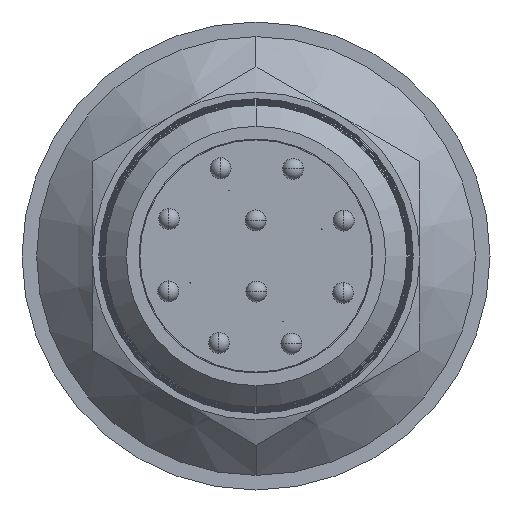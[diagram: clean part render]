
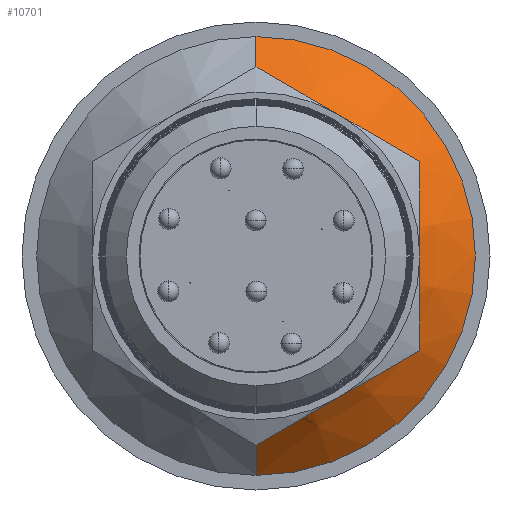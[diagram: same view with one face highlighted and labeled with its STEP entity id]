
A CAD part, front view. The second image highlights one B-rep face of the part: STEP entity #10701.
In plain terms, the highlighted conical face has half-angle 45 degrees and reference radius 14.883 mm.
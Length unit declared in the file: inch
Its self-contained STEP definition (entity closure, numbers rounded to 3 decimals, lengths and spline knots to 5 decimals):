
#4186 = AXIS2_PLACEMENT_3D ( 'NONE', #15448, #15446, #15444 ) ;
#4387 = AXIS2_PLACEMENT_3D ( 'NONE', #14380, #14381, #14382 ) ;
#4388 = AXIS2_PLACEMENT_3D ( 'NONE', #14384, #14385, #14386 ) ;
#7649 = ORIENTED_EDGE ( 'NONE', *, *, #12232, .T. ) ;
#7840 = ORIENTED_EDGE ( 'NONE', *, *, #12233, .F. ) ;
#7977 = ORIENTED_EDGE ( 'NONE', *, *, #12231, .T. ) ;
#8648 = ORIENTED_EDGE ( 'NONE', *, *, #12230, .T. ) ;
#10701 = ADVANCED_FACE ( 'NONE', ( #16964 ), #16957, .T. ) ;
#11082 = VERTEX_POINT ( 'NONE', #16144 ) ;
#11256 = VERTEX_POINT ( 'NONE', #16449 ) ;
#11260 = VERTEX_POINT ( 'NONE', #16454 ) ;
#11265 = VERTEX_POINT ( 'NONE', #16462 ) ;
#12230 = EDGE_CURVE ( 'NONE', #11256, #11082, #16434, .T. ) ;
#12231 = EDGE_CURVE ( 'NONE', #11082, #11260, #16428, .T. ) ;
#12232 = EDGE_CURVE ( 'NONE', #11260, #11265, #16424, .T. ) ;
#12233 = EDGE_CURVE ( 'NONE', #11256, #11265, #16414, .T. ) ;
#13832 = EDGE_LOOP ( 'NONE', ( #8648, #7977, #7649, #7840 ) ) ;
#14367 = DIRECTION ( 'NONE',  ( 0., 0.707, -0.707 ) ) ;
#14371 = CARTESIAN_POINT ( 'NONE',  ( 0.07344, -0.96665, 0.58593 ) ) ;
#14378 = DIRECTION ( 'NONE',  ( 0., 0.707, 0.707 ) ) ;
#14379 = CARTESIAN_POINT ( 'NONE',  ( 0.07344, -0.96665, -0.58593 ) ) ;
#14380 = CARTESIAN_POINT ( 'NONE',  ( 0.07344, -1.17029, 0. ) ) ;
#14381 = DIRECTION ( 'NONE',  ( 0., 1., 0. ) ) ;
#14382 = DIRECTION ( 'NONE',  ( 0., 0., 1. ) ) ;
#14384 = CARTESIAN_POINT ( 'NONE',  ( 0.07344, -0.96665, 0. ) ) ;
#14385 = DIRECTION ( 'NONE',  ( 0., -1., 0. ) ) ;
#14386 = DIRECTION ( 'NONE',  ( 0., 0., 1. ) ) ;
#15444 = DIRECTION ( 'NONE',  ( 0., 0., 1. ) ) ;
#15446 = DIRECTION ( 'NONE',  ( 0., 1., 0. ) ) ;
#15448 = CARTESIAN_POINT ( 'NONE',  ( 0.07344, -0.96665, 0. ) ) ;
#16144 = CARTESIAN_POINT ( 'NONE',  ( 0.07344, -1.17029, -0.38229 ) ) ;
#16409 = VECTOR ( 'NONE', #14378, 39.37008 ) ;
#16414 = LINE ( 'NONE', #14371, #16409 ) ;
#16417 = VECTOR ( 'NONE', #14367, 39.37008 ) ;
#16424 = CIRCLE ( 'NONE', #4388, 0.58593 ) ;
#16428 = LINE ( 'NONE', #14379, #16417 ) ;
#16434 = CIRCLE ( 'NONE', #4387, 0.38229 ) ;
#16449 = CARTESIAN_POINT ( 'NONE',  ( 0.07344, -1.17029, 0.38229 ) ) ;
#16454 = CARTESIAN_POINT ( 'NONE',  ( 0.07344, -0.96665, -0.58593 ) ) ;
#16462 = CARTESIAN_POINT ( 'NONE',  ( 0.07344, -0.96665, 0.58593 ) ) ;
#16957 = CONICAL_SURFACE ( 'NONE', #4186, 0.58593, 0.785 ) ;
#16964 = FACE_OUTER_BOUND ( 'NONE', #13832, .T. ) ;
